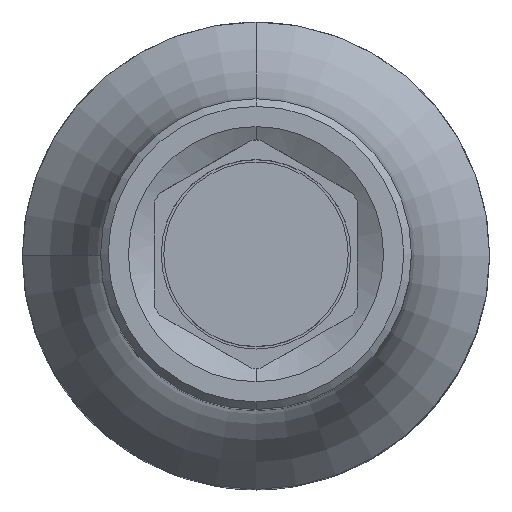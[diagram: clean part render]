
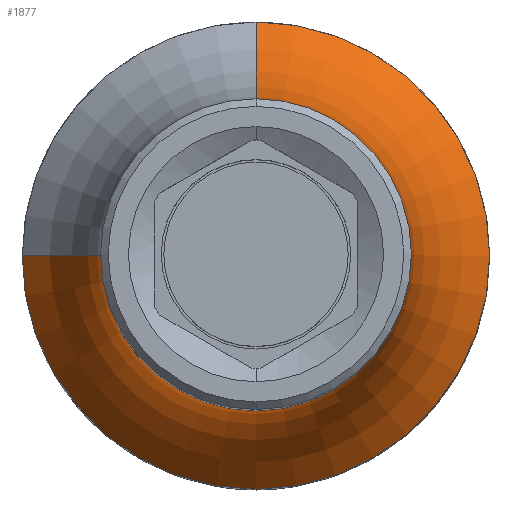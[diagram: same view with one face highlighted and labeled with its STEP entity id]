
A CAD part, top view. The second image highlights one B-rep face of the part: STEP entity #1877.
In plain terms, the highlighted toroidal (fillet/blend) face has major radius 16.15 mm and minor radius 10 mm.
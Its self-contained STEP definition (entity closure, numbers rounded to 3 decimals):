
#518=CARTESIAN_POINT('',(0.,0.,15.5));
#519=DIRECTION('',(0.,0.,1.));
#520=DIRECTION('',(1.,0.,0.));
#521=AXIS2_PLACEMENT_3D('',#518,#519,#520);
#769=CARTESIAN_POINT('',(0.,0.,22.738));
#770=DIRECTION('',(0.,0.,1.));
#771=DIRECTION('',(0.,-1.,0.));
#772=AXIS2_PLACEMENT_3D('',#769,#770,#771);
#774=CARTESIAN_POINT('',(0.,0.,15.5));
#775=DIRECTION('',(0.,0.,-1.));
#776=DIRECTION('',(1.,0.,0.));
#777=AXIS2_PLACEMENT_3D('',#774,#775,#776);
#779=CARTESIAN_POINT('',(-16.15,0.,22.738));
#780=DIRECTION('',(0.,-1.,0.));
#781=DIRECTION('',(0.69,0.,-0.724));
#782=AXIS2_PLACEMENT_3D('',#779,#780,#781);
#830=CARTESIAN_POINT('',(0.,0.,22.738));
#831=DIRECTION('',(0.,0.,1.));
#832=DIRECTION('',(-1.,0.,0.));
#833=AXIS2_PLACEMENT_3D('',#830,#831,#832);
#840=CARTESIAN_POINT('',(0.,16.15,22.738));
#841=DIRECTION('',(-1.,0.,0.));
#842=DIRECTION('',(0.,-0.69,-0.724));
#843=AXIS2_PLACEMENT_3D('',#840,#841,#842);
#1102=CARTESIAN_POINT('',(9.25,0.,15.5));
#1103=CARTESIAN_POINT('',(0.,9.25,15.5));
#1104=VERTEX_POINT('',#1102);
#1105=VERTEX_POINT('',#1103);
#1106=CARTESIAN_POINT('',(-9.25,0.,15.5));
#1107=VERTEX_POINT('',#1106);
#1108=CARTESIAN_POINT('',(0.,6.15,22.738));
#1109=CARTESIAN_POINT('',(-6.15,0.,22.738));
#1110=VERTEX_POINT('',#1108);
#1111=VERTEX_POINT('',#1109);
#1112=CARTESIAN_POINT('',(0.,-6.15,22.738));
#1113=VERTEX_POINT('',#1112);
#1860=CARTESIAN_POINT('',(0.,0.,22.738));
#1861=DIRECTION('',(0.,0.,1.));
#1862=DIRECTION('',(-0.014,-1.,0.));
#1863=AXIS2_PLACEMENT_3D('',#1860,#1861,#1862);
#1864=TOROIDAL_SURFACE('',#1863,16.15,10.);
#1866=ORIENTED_EDGE('',*,*,#1865,.T.);
#1868=ORIENTED_EDGE('',*,*,#1867,.F.);
#1869=ORIENTED_EDGE('',*,*,#1703,.F.);
#1870=ORIENTED_EDGE('',*,*,#1812,.T.);
#1872=ORIENTED_EDGE('',*,*,#1871,.T.);
#1874=ORIENTED_EDGE('',*,*,#1873,.T.);
#1875=EDGE_LOOP('',(#1866,#1868,#1869,#1870,#1872,#1874));
#1876=FACE_OUTER_BOUND('',#1875,.F.);
#1877=ADVANCED_FACE('',(#1876),#1864,.F.);
#522=CIRCLE('',#521,9.25);
#773=CIRCLE('',#772,6.15);
#778=CIRCLE('',#777,9.25);
#783=CIRCLE('',#782,10.);
#834=CIRCLE('',#833,6.15);
#844=CIRCLE('',#843,10.);
#1703=EDGE_CURVE('',#1104,#1105,#522,.T.);
#1812=EDGE_CURVE('',#1104,#1107,#778,.T.);
#1865=EDGE_CURVE('',#1113,#1110,#773,.T.);
#1867=EDGE_CURVE('',#1105,#1110,#844,.T.);
#1871=EDGE_CURVE('',#1107,#1111,#783,.T.);
#1873=EDGE_CURVE('',#1111,#1113,#834,.T.);
